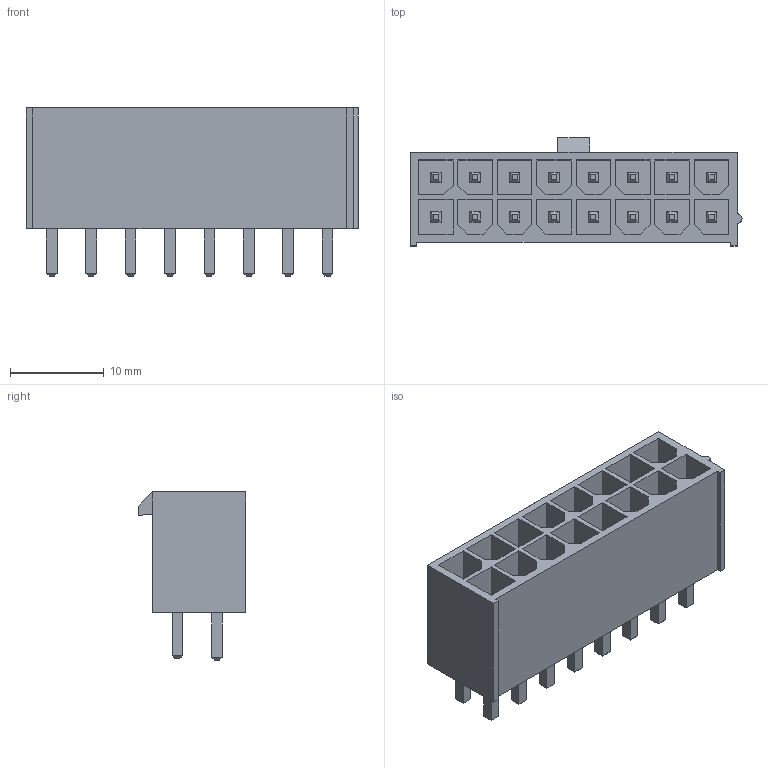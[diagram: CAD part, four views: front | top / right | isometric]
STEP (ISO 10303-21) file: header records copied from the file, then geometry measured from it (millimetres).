
FILE_DESCRIPTION (( 'STEP AP214' ), '1' );
FILE_NAME ('DS1073-01-2x10-MVT6.STEP', '2019-06-15T18:53:47', ( '' ), ( '' ), 'SwSTEP 2.0', 'SolidWorks 2018', '' );
FILE_SCHEMA (( 'AUTOMOTIVE_DESIGN' ));
Length unit declared in the file: millimetre
Products named in the file (1): DS1073-01-2x10-MVT6
Bounding box: 35.4 x 11.5 x 17.93 mm (x, y, z)
Volume: 2763.6 mm3; surface area: 4475.1 mm2
Topology: 1 solids, 1 shells, 405 faces, 935 edges, 580 vertices
Faces by surface type: plane 403, cylinder 2
Entity records: 15366 total; most frequent: CARTESIAN_POINT 1921, ORIENTED_EDGE 1870, DIRECTION 1751, EDGE_CURVE 935, VECTOR 931, LINE 931, VERTEX_POINT 580, EDGE_LOOP 453
